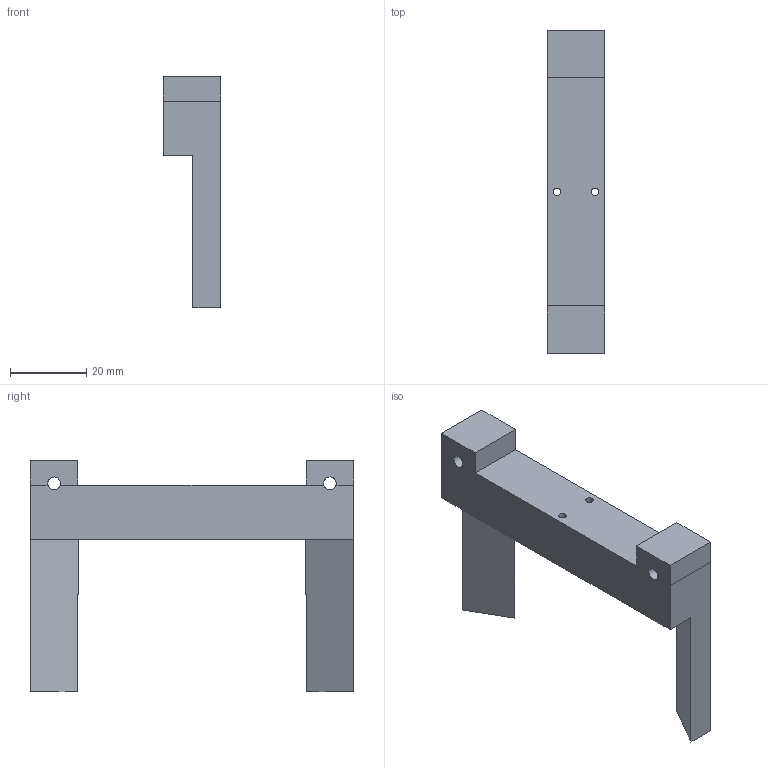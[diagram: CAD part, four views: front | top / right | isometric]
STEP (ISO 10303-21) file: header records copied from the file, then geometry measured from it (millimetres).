
FILE_DESCRIPTION(/* description */ (''),/* implementation_level */ '2;1');
FILE_NAME(/* name */ 'Sample Holder Mount.step',/* time_stamp */ '2021-10-08T09:55:05+01:00',/* author */ (''),/* organization */ (''),/* preprocessor_version */ 'ST-DEVELOPER v18.1',/* originating_system */ 'Autodesk Translation Framework v10.10.0.1391',/* authorisation */ '');
FILE_SCHEMA (('AUTOMOTIVE_DESIGN { 1 0 10303 214 3 1 1 }'));
Length unit declared in the file: millimetre
Products named in the file (1): FusionComponent
Bounding box: 15 x 85 x 60.75 mm (x, y, z)
Volume: 23547.2 mm3; surface area: 9399.6 mm2
Topology: 1 solids, 1 shells, 42 faces, 112 edges, 72 vertices
Faces by surface type: plane 32, cylinder 10
Full cylindrical faces by diameter (mm): 2 x2, 3.332 x2, 3.6 x2, 10 x2
Entity records: 1349 total; most frequent: CARTESIAN_POINT 227, DIRECTION 226, ORIENTED_EDGE 224, EDGE_CURVE 112, LINE 84, VECTOR 84, VERTEX_POINT 72, AXIS2_PLACEMENT_3D 71
